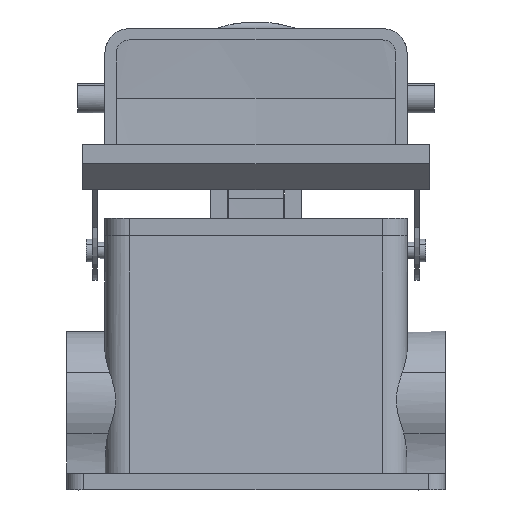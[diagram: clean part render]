
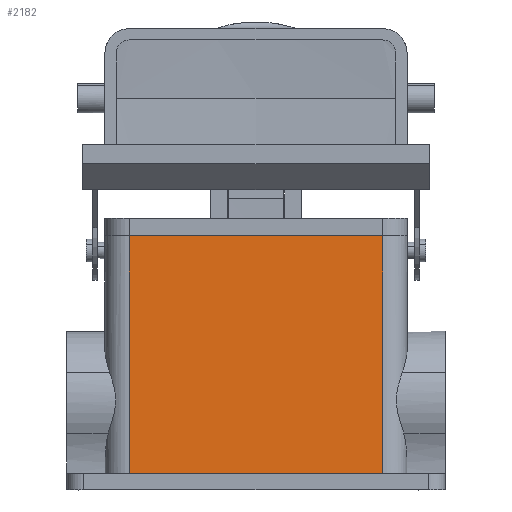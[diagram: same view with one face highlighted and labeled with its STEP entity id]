
A CAD part, left-side view. The second image highlights one B-rep face of the part: STEP entity #2182.
In plain terms, the highlighted planar face has unit normal (-0.999, 0, 0.035).
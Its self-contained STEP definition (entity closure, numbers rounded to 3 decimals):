
#2169=AXIS2_PLACEMENT_3D('Plane Axis2P3D',#2166,#2167,#2168) ;
#918=CARTESIAN_POINT('Vertex',(15.933,19.35,5.)) ;
#921=CARTESIAN_POINT('Line Origine',(15.933,58.5,5.)) ;
#925=CARTESIAN_POINT('Vertex',(15.933,97.65,5.)) ;
#1686=CARTESIAN_POINT('Line Origine',(18.5,58.5,78.5)) ;
#1690=CARTESIAN_POINT('Vertex',(18.5,97.65,78.5)) ;
#1692=CARTESIAN_POINT('Vertex',(18.5,19.35,78.5)) ;
#2051=CARTESIAN_POINT('Line Origine',(17.169,19.35,40.381)) ;
#2166=CARTESIAN_POINT('Axis2P3D Location',(18.5,58.5,78.5)) ;
#2171=CARTESIAN_POINT('Line Origine',(17.217,97.65,41.75)) ;
#922=DIRECTION('Vector Direction',(0.,1.,0.)) ;
#1687=DIRECTION('Vector Direction',(0.,1.,0.)) ;
#2052=DIRECTION('Vector Direction',(0.035,0.,0.999)) ;
#2167=DIRECTION('Axis2P3D Direction',(-0.999,0.,0.035)) ;
#2168=DIRECTION('Axis2P3D XDirection',(0.,1.,0.)) ;
#2172=DIRECTION('Vector Direction',(-0.035,0.,-0.999)) ;
#923=VECTOR('Line Direction',#922,1.) ;
#1688=VECTOR('Line Direction',#1687,1.) ;
#2053=VECTOR('Line Direction',#2052,1.) ;
#2173=VECTOR('Line Direction',#2172,1.) ;
#2177=ORIENTED_EDGE('',*,*,#2055,.F.) ;
#2178=ORIENTED_EDGE('',*,*,#1694,.F.) ;
#2179=ORIENTED_EDGE('',*,*,#2175,.F.) ;
#2180=ORIENTED_EDGE('',*,*,#927,.F.) ;
#2182=ADVANCED_FACE('Housing',(#2181),#2170,.T.) ;
#927=EDGE_CURVE('',#919,#926,#924,.T.) ;
#1694=EDGE_CURVE('',#1691,#1693,#1689,.F.) ;
#2055=EDGE_CURVE('',#1693,#919,#2054,.F.) ;
#2175=EDGE_CURVE('',#926,#1691,#2174,.F.) ;
#2176=EDGE_LOOP('',(#2177,#2178,#2179,#2180)) ;
#2181=FACE_OUTER_BOUND('',#2176,.T.) ;
#924=LINE('Line',#921,#923) ;
#1689=LINE('Line',#1686,#1688) ;
#2054=LINE('Line',#2051,#2053) ;
#2174=LINE('Line',#2171,#2173) ;
#2170=PLANE('',#2169) ;
#919=VERTEX_POINT('',#918) ;
#926=VERTEX_POINT('',#925) ;
#1691=VERTEX_POINT('',#1690) ;
#1693=VERTEX_POINT('',#1692) ;
